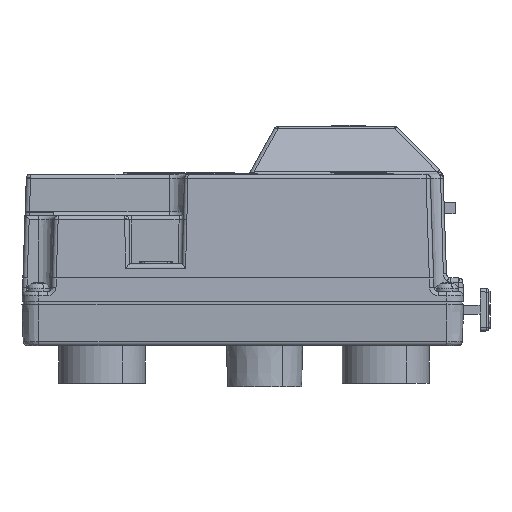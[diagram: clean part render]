
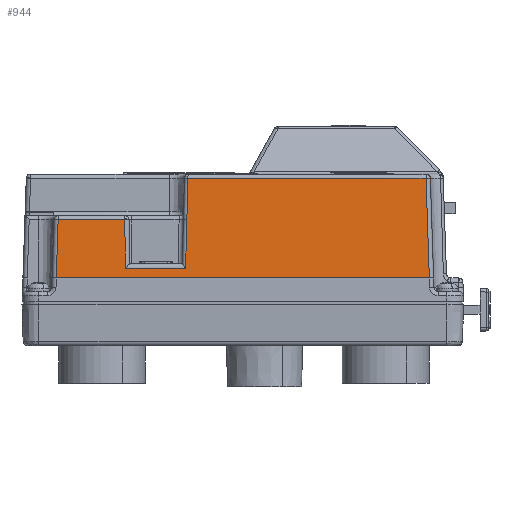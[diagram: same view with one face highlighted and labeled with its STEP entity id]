
A CAD part, front view. The second image highlights one B-rep face of the part: STEP entity #944.
In plain terms, the highlighted planar face has unit normal (0, -0.999, 0.034).
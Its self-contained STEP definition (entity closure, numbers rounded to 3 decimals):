
#944=ADVANCED_FACE('Corps principal.2',(#5231),#5232,.T.);
#5231=FACE_OUTER_BOUND('',#13763,.T.);
#5232=PLANE('',#13764);
#13763=EDGE_LOOP('',(#28412,#28413,#28414,#28415,#28416,#28417,#28418,#28419,#28420,#28421,#28422));
#13764=AXIS2_PLACEMENT_3D('',#28423,#28424,#28425);
#28412=ORIENTED_EDGE('',*,*,#51412,.T.);
#28413=ORIENTED_EDGE('',*,*,#51413,.T.);
#28414=ORIENTED_EDGE('',*,*,#51414,.T.);
#28415=ORIENTED_EDGE('',*,*,#51190,.F.);
#28416=ORIENTED_EDGE('',*,*,#51415,.T.);
#28417=ORIENTED_EDGE('',*,*,#51416,.T.);
#28418=ORIENTED_EDGE('',*,*,#51417,.F.);
#28419=ORIENTED_EDGE('',*,*,#51418,.F.);
#28420=ORIENTED_EDGE('',*,*,#51419,.F.);
#28421=ORIENTED_EDGE('',*,*,#51420,.F.);
#28422=ORIENTED_EDGE('',*,*,#51421,.T.);
#28423=CARTESIAN_POINT('',(-6.86,-63.388,37.15));
#28424=DIRECTION('',(0.,-0.999,0.033));
#28425=DIRECTION('',(-1.0,0.,0.0));
#51190=EDGE_CURVE('',#60018,#61628,#61629,.F.);
#51412=EDGE_CURVE('',#62016,#59942,#62017,.T.);
#51413=EDGE_CURVE('',#59942,#62018,#62019,.T.);
#51414=EDGE_CURVE('',#62018,#61628,#62020,.T.);
#51415=EDGE_CURVE('',#60018,#62021,#62022,.F.);
#51416=EDGE_CURVE('',#62021,#62023,#62024,.F.);
#51417=EDGE_CURVE('',#62025,#62023,#62026,.F.);
#51418=EDGE_CURVE('',#62027,#62025,#62028,.T.);
#51419=EDGE_CURVE('',#62029,#62027,#62030,.F.);
#51420=EDGE_CURVE('',#62031,#62029,#62032,.T.);
#51421=EDGE_CURVE('',#62031,#62016,#62033,.F.);
#59942=VERTEX_POINT('',#76066);
#60018=VERTEX_POINT('',#76189);
#61628=VERTEX_POINT('',#79264);
#61629=LINE('',#79265,#79266);
#62016=VERTEX_POINT('',#80114);
#62017=LINE('',#80115,#80116);
#62018=VERTEX_POINT('',#80117);
#62019=LINE('',#80118,#80119);
#62020=LINE('',#80120,#80121);
#62021=VERTEX_POINT('',#80122);
#62022=LINE('',#80123,#80124);
#62023=VERTEX_POINT('',#80125);
#62024=LINE('',#80126,#80127);
#62025=VERTEX_POINT('',#80128);
#62026=B_SPLINE_CURVE_WITH_KNOTS('',5,(#80129,#80130,#80131,#80132,#80133,#80134,#80135,#80136,#80137),.UNSPECIFIED.,.F.,.F.,(6,3,6),(0.0,0.001,0.003),.UNSPECIFIED.);
#62027=VERTEX_POINT('',#80138);
#62028=LINE('',#80139,#80140);
#62029=VERTEX_POINT('',#80141);
#62030=B_SPLINE_CURVE_WITH_KNOTS('',5,(#80142,#80143,#80144,#80145,#80146,#80147),.UNSPECIFIED.,.F.,.F.,(6,6),(0.0,0.111),.UNSPECIFIED.);
#62031=VERTEX_POINT('',#80148);
#62032=LINE('',#80149,#80150);
#62033=LINE('',#80151,#80152);
#76066=CARTESIAN_POINT('',(-32.269,-63.34,38.583));
#76189=CARTESIAN_POINT('',(38.08,-63.79,25.15));
#79264=CARTESIAN_POINT('',(-48.083,-63.79,25.15));
#79265=CARTESIAN_POINT('',(-5.002,-63.79,25.15));
#79266=VECTOR('',#100128,1.0);
#80114=CARTESIAN_POINT('',(-32.1,-63.714,27.433));
#80115=CARTESIAN_POINT('',(-32.184,-63.527,33.008));
#80116=VECTOR('',#100366,1.0);
#80117=CARTESIAN_POINT('',(-47.652,-63.34,38.583));
#80118=CARTESIAN_POINT('',(-39.961,-63.34,38.583));
#80119=VECTOR('',#100367,1.0);
#80120=CARTESIAN_POINT('',(-47.868,-63.565,31.867));
#80121=VECTOR('',#100368,1.0);
#80122=CARTESIAN_POINT('',(37.318,-63.018,48.183));
#80123=CARTESIAN_POINT('',(37.699,-63.404,36.667));
#80124=VECTOR('',#100369,1.0);
#80125=CARTESIAN_POINT('',(-17.704,-63.018,48.183));
#80126=CARTESIAN_POINT('',(9.807,-63.018,48.183));
#80127=VECTOR('',#100370,1.0);
#80128=CARTESIAN_POINT('',(-17.704,-63.019,48.181));
#80129=CARTESIAN_POINT('',(-17.704,-63.018,48.183));
#80130=CARTESIAN_POINT('',(-17.704,-63.018,48.183));
#80131=CARTESIAN_POINT('',(-17.704,-63.018,48.183));
#80132=CARTESIAN_POINT('',(-17.704,-63.018,48.183));
#80133=CARTESIAN_POINT('',(-17.704,-63.019,48.182));
#80134=CARTESIAN_POINT('',(-17.704,-63.019,48.182));
#80135=CARTESIAN_POINT('',(-17.704,-63.019,48.182));
#80136=CARTESIAN_POINT('',(-17.704,-63.019,48.181));
#80137=CARTESIAN_POINT('',(-17.704,-63.019,48.181));
#80138=CARTESIAN_POINT('',(-17.915,-63.338,38.658));
#80139=CARTESIAN_POINT('',(-17.81,-63.178,43.42));
#80140=VECTOR('',#100371,1.0);
#80141=CARTESIAN_POINT('',(-17.933,-63.34,38.582));
#80142=CARTESIAN_POINT('',(-17.915,-63.338,38.658));
#80143=CARTESIAN_POINT('',(-17.922,-63.338,38.644));
#80144=CARTESIAN_POINT('',(-17.927,-63.339,38.629));
#80145=CARTESIAN_POINT('',(-17.93,-63.339,38.613));
#80146=CARTESIAN_POINT('',(-17.932,-63.34,38.597));
#80147=CARTESIAN_POINT('',(-17.933,-63.34,38.582));
#80148=CARTESIAN_POINT('',(-18.212,-63.714,27.433));
#80149=CARTESIAN_POINT('',(-18.072,-63.527,33.008));
#80150=VECTOR('',#100372,1.0);
#80151=CARTESIAN_POINT('',(-25.156,-63.714,27.433));
#80152=VECTOR('',#100373,1.0);
#100128=DIRECTION('',(1.0,0.,0.));
#100366=DIRECTION('',(-0.015,0.033,0.999));
#100367=DIRECTION('',(-1.0,0.,0.));
#100368=DIRECTION('',(-0.032,-0.033,-0.999));
#100369=DIRECTION('',(0.033,-0.033,-0.999));
#100370=DIRECTION('',(1.0,0.,0.));
#100371=DIRECTION('',(0.022,0.033,0.999));
#100372=DIRECTION('',(0.025,0.033,0.999));
#100373=DIRECTION('',(1.0,0.,0.));
